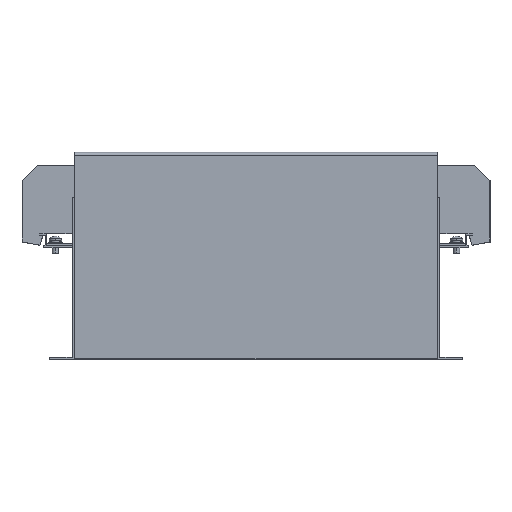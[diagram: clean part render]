
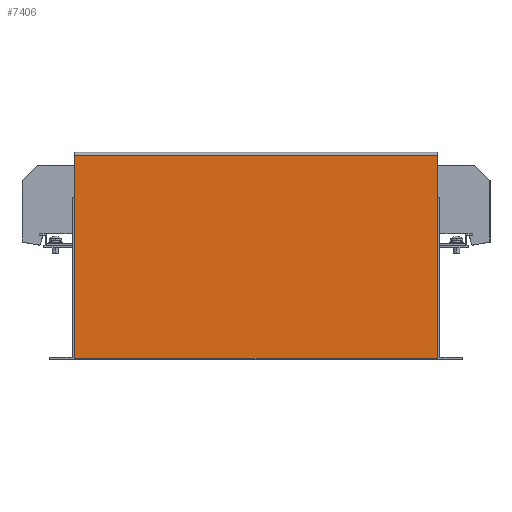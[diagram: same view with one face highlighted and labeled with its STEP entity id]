
A CAD part, top view. The second image highlights one B-rep face of the part: STEP entity #7406.
In plain terms, the highlighted planar face has unit normal (0, 0, 1).
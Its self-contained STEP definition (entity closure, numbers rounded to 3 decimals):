
#233 = CARTESIAN_POINT ( 'NONE',  ( -118.5, 131.6, 41.75 ) ) ;
#560 = AXIS2_PLACEMENT_3D ( 'NONE', #12959, #9300, #2489 ) ;
#816 = DIRECTION ( 'NONE',  ( 0., -1., 0. ) ) ;
#1033 = CARTESIAN_POINT ( 'NONE',  ( 118.5, -0.9, 41.75 ) ) ;
#1350 = VECTOR ( 'NONE', #14426, 1000. ) ;
#2129 = DIRECTION ( 'NONE',  ( 0., 1., 0. ) ) ;
#2489 = DIRECTION ( 'NONE',  ( 0., -1., 0. ) ) ;
#3275 = LINE ( 'NONE', #3959, #1350 ) ;
#3959 = CARTESIAN_POINT ( 'NONE',  ( 0., 131.6, 41.75 ) ) ;
#4012 = VERTEX_POINT ( 'NONE', #13057 ) ;
#4968 = PLANE ( 'NONE',  #560 ) ;
#5357 = DIRECTION ( 'NONE',  ( -1., 0., 0. ) ) ;
#5623 = CARTESIAN_POINT ( 'NONE',  ( -118.5, 132.6, 41.75 ) ) ;
#5919 = VECTOR ( 'NONE', #5357, 1000. ) ;
#5960 = ORIENTED_EDGE ( 'NONE', *, *, #14480, .F. ) ;
#6753 = CARTESIAN_POINT ( 'NONE',  ( 118.5, 131.6, 41.75 ) ) ;
#6969 = EDGE_CURVE ( 'Defeature ausgef�hrt4_45+Defeature ausgef�hrt4_59+Defeature ausgef�hrt4_44+Defeature ausgef�hrt4_43', #9360, #14339, #3275, .T. ) ;
#7072 = EDGE_LOOP ( 'NONE', ( #10108, #5960, #14350, #8613 ) ) ;
#7406 = ADVANCED_FACE ( 'Defeature ausgef�hrt4_45', ( #12955 ), #4968, .T. ) ;
#7757 = VECTOR ( 'NONE', #2129, 1000. ) ;
#8613 = ORIENTED_EDGE ( 'NONE', *, *, #6969, .T. ) ;
#8669 = CARTESIAN_POINT ( 'NONE',  ( -118.5, -0.9, 41.75 ) ) ;
#9300 = DIRECTION ( 'NONE',  ( 0., 0., 1. ) ) ;
#9360 = VERTEX_POINT ( 'NONE', #6753 ) ;
#9535 = LINE ( 'NONE', #5623, #7757 ) ;
#10108 = ORIENTED_EDGE ( 'NONE', *, *, #13004, .F. ) ;
#10437 = VERTEX_POINT ( 'NONE', #1033 ) ;
#10595 = LINE ( 'NONE', #8669, #5919 ) ;
#11209 = CARTESIAN_POINT ( 'NONE',  ( 118.5, -0.9, 41.75 ) ) ;
#11846 = LINE ( 'NONE', #11209, #12201 ) ;
#12201 = VECTOR ( 'NONE', #816, 1000. ) ;
#12955 = FACE_OUTER_BOUND ( 'NONE', #7072, .T. ) ;
#12959 = CARTESIAN_POINT ( 'NONE',  ( 0., 133.6, 41.75 ) ) ;
#13004 = EDGE_CURVE ( 'Defeature ausgef�hrt4_43+Defeature ausgef�hrt4_45+Defeature ausgef�hrt4_47+Defeature ausgef�hrt4_56', #4012, #14339, #9535, .T. ) ;
#13057 = CARTESIAN_POINT ( 'NONE',  ( -118.5, -0.9, 41.75 ) ) ;
#13573 = EDGE_CURVE ( 'Defeature ausgef�hrt4_44+Defeature ausgef�hrt4_45+Defeature ausgef�hrt4_57+Defeature ausgef�hrt4_47', #9360, #10437, #11846, .T. ) ;
#14339 = VERTEX_POINT ( 'NONE', #233 ) ;
#14350 = ORIENTED_EDGE ( 'NONE', *, *, #13573, .F. ) ;
#14426 = DIRECTION ( 'NONE',  ( -1., 0., 0. ) ) ;
#14480 = EDGE_CURVE ( 'Defeature ausgef�hrt4_47+Defeature ausgef�hrt4_45+Defeature ausgef�hrt4_44+Defeature ausgef�hrt4_43', #10437, #4012, #10595, .T. ) ;
